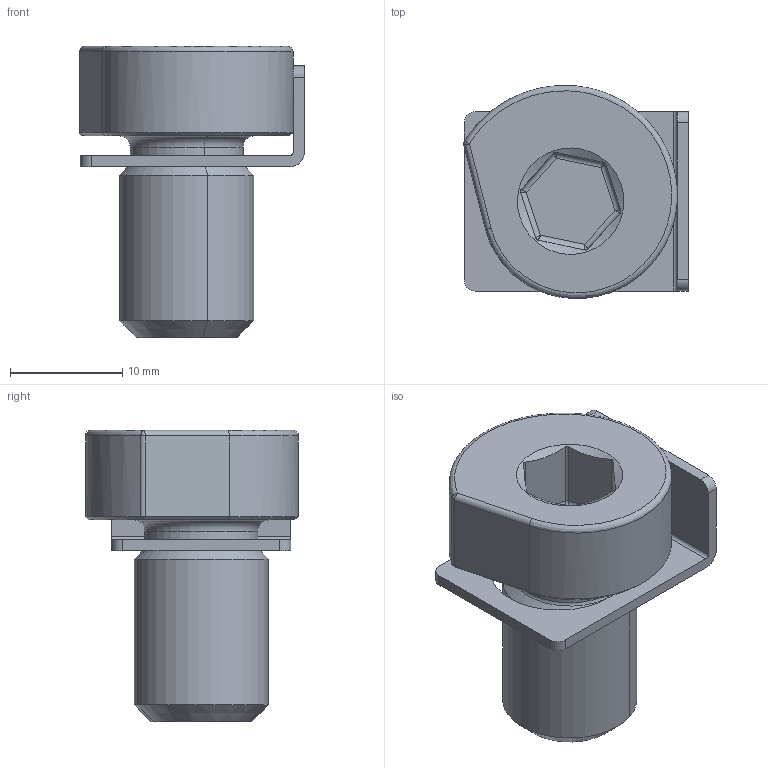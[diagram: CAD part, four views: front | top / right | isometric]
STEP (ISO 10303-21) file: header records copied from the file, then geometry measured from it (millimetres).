
FILE_DESCRIPTION (( 'STEP AP203' ), '1' );
FILE_NAME ('cp135-12001a.STEP', '2021-10-25T23:52:04', ( '' ), ( '' ), 'SwSTEP 2.0', 'SolidWorks 2020', '' );
FILE_SCHEMA (( 'CONFIG_CONTROL_DESIGN' ));
Length unit declared in the file: millimetre
Products named in the file (3): cp135-12001a_02; cp135-12001a; cp135-12001a_01
Assembly tree (2 placements, depth 2):
  cp135-12001a
    cp135-12001a_01
    cp135-12001a_02
Bounding box: 20.05 x 19.01 x 26 mm (x, y, z)
Volume: 4049.4 mm3; surface area: 2542.2 mm2
Topology: 2 solids, 2 shells, 70 faces, 164 edges, 94 vertices
Faces by surface type: cylinder 28, plane 22, bspline 9, cone 6, torus 4, sphere 1
Entity records: 3030 total; most frequent: CARTESIAN_POINT 1244, ORIENTED_EDGE 316, DIRECTION 305, EDGE_CURVE 158, AXIS2_PLACEMENT_3D 115, VERTEX_POINT 94, VECTOR 75, LINE 75
